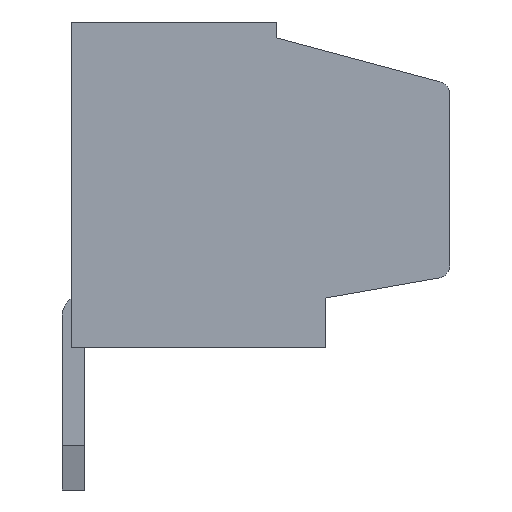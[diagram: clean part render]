
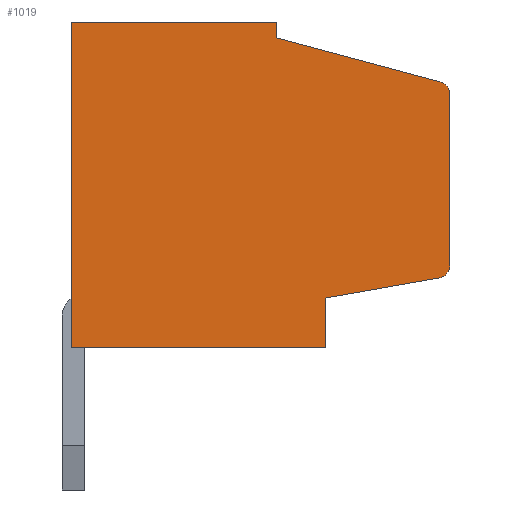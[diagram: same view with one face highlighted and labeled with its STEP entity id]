
A CAD part, left-side view. The second image highlights one B-rep face of the part: STEP entity #1019.
In plain terms, the highlighted planar face has unit normal (-1, 0, 0).
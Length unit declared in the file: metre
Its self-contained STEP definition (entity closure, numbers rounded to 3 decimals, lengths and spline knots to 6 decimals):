
#1019=ADVANCED_FACE('',(#2121),#2122,.F.);
#2121=FACE_OUTER_BOUND('',#3255,.T.);
#2122=PLANE('',#3256);
#3255=EDGE_LOOP('',(#6280,#6281,#6282,#6283,#6284,#6285,#6286,#6287,#6288,#6289));
#3256=AXIS2_PLACEMENT_3D('',#6290,#6291,#6292);
#6280=ORIENTED_EDGE('',*,*,#7673,.T.);
#6281=ORIENTED_EDGE('',*,*,#6808,.F.);
#6282=ORIENTED_EDGE('',*,*,#6812,.F.);
#6283=ORIENTED_EDGE('',*,*,#6819,.F.);
#6284=ORIENTED_EDGE('',*,*,#6519,.F.);
#6285=ORIENTED_EDGE('',*,*,#7675,.F.);
#6286=ORIENTED_EDGE('',*,*,#6888,.F.);
#6287=ORIENTED_EDGE('',*,*,#6856,.F.);
#6288=ORIENTED_EDGE('',*,*,#6852,.T.);
#6289=ORIENTED_EDGE('',*,*,#7579,.F.);
#6290=CARTESIAN_POINT('',(-0.118811,0.006635,0.));
#6291=DIRECTION('',(1.0,0.0,0.0));
#6292=DIRECTION('',(0.0,1.0,-0.0));
#6519=EDGE_CURVE('',#7747,#7749,#7750,.T.);
#6808=EDGE_CURVE('',#8213,#8209,#8215,.T.);
#6812=EDGE_CURVE('',#8219,#8213,#8221,.T.);
#6819=EDGE_CURVE('',#7749,#8219,#8230,.T.);
#6852=EDGE_CURVE('',#8287,#8291,#8293,.T.);
#6856=EDGE_CURVE('',#8287,#8296,#8299,.T.);
#6888=EDGE_CURVE('',#8296,#8302,#8361,.T.);
#7579=EDGE_CURVE('',#9370,#8291,#9372,.T.);
#7673=EDGE_CURVE('',#9370,#8209,#9477,.T.);
#7675=EDGE_CURVE('',#8302,#7747,#9479,.T.);
#7747=VERTEX_POINT('',#9569);
#7749=VERTEX_POINT('',#9572);
#7750=LINE('',#9573,#9574);
#8209=VERTEX_POINT('',#10225);
#8213=VERTEX_POINT('',#10231);
#8215=LINE('',#10234,#10235);
#8219=VERTEX_POINT('',#10240);
#8221=LINE('',#10243,#10244);
#8230=LINE('',#10257,#10258);
#8287=VERTEX_POINT('',#10338);
#8291=VERTEX_POINT('',#10343);
#8293=CIRCLE('',#10346,0.0003);
#8296=VERTEX_POINT('',#10349);
#8299=LINE('',#10354,#10355);
#8302=VERTEX_POINT('',#10358);
#8361=LINE('',#10447,#10448);
#9370=VERTEX_POINT('',#11943);
#9372=LINE('',#11946,#11947);
#9477=CIRCLE('',#12077,0.0003);
#9479=LINE('',#12079,#12080);
#9569=CARTESIAN_POINT('',(-0.118811,0.008939,-0.0073));
#9572=CARTESIAN_POINT('',(-0.118811,0.008939,0.));
#9573=CARTESIAN_POINT('',(-0.118811,0.008939,0.));
#9574=VECTOR('',#12162,1.0);
#10225=CARTESIAN_POINT('',(-0.118811,0.000662,-0.00134));
#10231=CARTESIAN_POINT('',(-0.118811,0.004339,-0.000355));
#10234=CARTESIAN_POINT('',(-0.118811,0.000662,-0.00134));
#10235=VECTOR('',#12436,1.0);
#10240=CARTESIAN_POINT('',(-0.118811,0.004339,0.));
#10243=CARTESIAN_POINT('',(-0.118811,0.004339,-0.000355));
#10244=VECTOR('',#12439,1.0);
#10257=CARTESIAN_POINT('',(-0.118811,0.004339,0.));
#10258=VECTOR('',#12447,1.0);
#10338=CARTESIAN_POINT('',(-0.118811,0.000687,-0.005744));
#10343=CARTESIAN_POINT('',(-0.118811,0.000439,-0.005448));
#10346=AXIS2_PLACEMENT_3D('',#12491,#12492,#12493);
#10349=CARTESIAN_POINT('',(-0.118811,0.003239,-0.006194));
#10354=CARTESIAN_POINT('',(-0.118811,0.003239,-0.006194));
#10355=VECTOR('',#12496,1.0);
#10358=CARTESIAN_POINT('',(-0.118811,0.003239,-0.0073));
#10447=CARTESIAN_POINT('',(-0.118811,0.003239,-0.0073));
#10448=VECTOR('',#12527,1.0);
#11943=CARTESIAN_POINT('',(-0.118811,0.000439,-0.00163));
#11946=CARTESIAN_POINT('',(-0.118811,0.000439,-0.005448));
#11947=VECTOR('',#13154,1.0);
#12077=AXIS2_PLACEMENT_3D('',#13213,#13214,#13215);
#12079=CARTESIAN_POINT('',(-0.118811,0.008939,-0.0073));
#12080=VECTOR('',#13216,1.0);
#12162=DIRECTION('',(0.0,0.,1.0));
#12436=DIRECTION('',(0.0,-0.966,-0.259));
#12439=DIRECTION('',(0.0,0.,-1.0));
#12447=DIRECTION('',(0.0,-1.0,0.));
#12491=CARTESIAN_POINT('',(-0.118811,0.000739,-0.005448));
#12492=DIRECTION('',(-1.0,-0.0,-0.0));
#12493=DIRECTION('',(0.0,0.0,-1.0));
#12496=DIRECTION('',(0.0,0.985,-0.174));
#12527=DIRECTION('',(0.0,0.,-1.0));
#13154=DIRECTION('',(0.0,0.,-1.0));
#13213=CARTESIAN_POINT('',(-0.118811,0.000739,-0.00163));
#13214=DIRECTION('',(-1.0,-0.0,-0.0));
#13215=DIRECTION('',(0.0,0.0,-1.0));
#13216=DIRECTION('',(0.0,1.0,0.));
